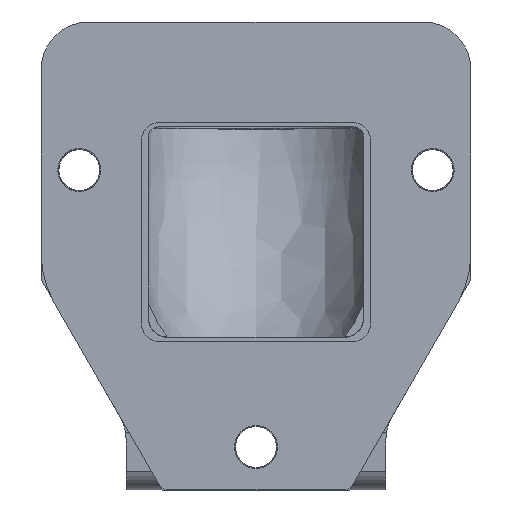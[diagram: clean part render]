
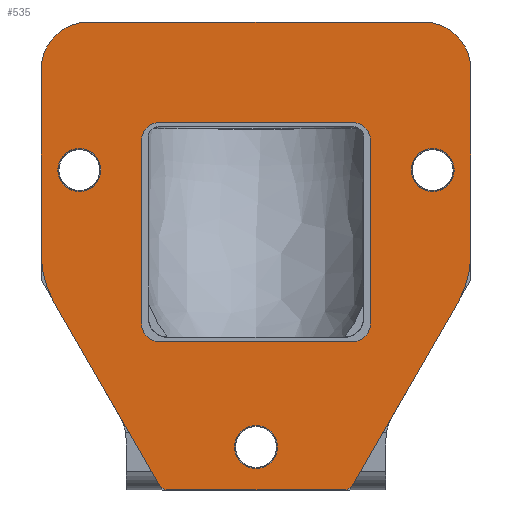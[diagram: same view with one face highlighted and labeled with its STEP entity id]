
A CAD part, front view. The second image highlights one B-rep face of the part: STEP entity #535.
In plain terms, the highlighted planar face has unit normal (0, -1, 0).
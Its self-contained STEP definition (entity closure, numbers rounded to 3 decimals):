
#535=ADVANCED_FACE('NONE',(#1567,#1568,#1569,#1570,#1571),#1572,.T.);
#1567=FACE_OUTER_BOUND('',#10602,.T.);
#1568=FACE_BOUND('',#10603,.T.);
#1569=FACE_BOUND('',#10604,.T.);
#1570=FACE_BOUND('',#10605,.T.);
#1571=FACE_BOUND('',#10606,.T.);
#1572=PLANE('',#10607);
#10602=EDGE_LOOP('',(#14217,#14218,#14219,#14220,#14221,#14222,#14223,#14224,#14225,#14226,#14227,#14228));
#10603=EDGE_LOOP('',(#14229,#14230));
#10604=EDGE_LOOP('',(#14231,#14232));
#10605=EDGE_LOOP('',(#14233,#14234));
#10606=EDGE_LOOP('',(#14235,#14236,#14237,#14238,#14239,#14240,#14241,#14242));
#10607=AXIS2_PLACEMENT_3D('',#14243,#14244,#14245);
#14217=ORIENTED_EDGE('',*,*,#15708,.F.);
#14218=ORIENTED_EDGE('',*,*,#15709,.T.);
#14219=ORIENTED_EDGE('',*,*,#15710,.F.);
#14220=ORIENTED_EDGE('',*,*,#15711,.T.);
#14221=ORIENTED_EDGE('',*,*,#15712,.F.);
#14222=ORIENTED_EDGE('',*,*,#15713,.T.);
#14223=ORIENTED_EDGE('',*,*,#15714,.F.);
#14224=ORIENTED_EDGE('',*,*,#15715,.T.);
#14225=ORIENTED_EDGE('',*,*,#15716,.F.);
#14226=ORIENTED_EDGE('',*,*,#15717,.T.);
#14227=ORIENTED_EDGE('',*,*,#15718,.F.);
#14228=ORIENTED_EDGE('',*,*,#15719,.T.);
#14229=ORIENTED_EDGE('',*,*,#15720,.T.);
#14230=ORIENTED_EDGE('',*,*,#15673,.T.);
#14231=ORIENTED_EDGE('',*,*,#15721,.T.);
#14232=ORIENTED_EDGE('',*,*,#15677,.T.);
#14233=ORIENTED_EDGE('',*,*,#15722,.T.);
#14234=ORIENTED_EDGE('',*,*,#15681,.T.);
#14235=ORIENTED_EDGE('',*,*,#15723,.T.);
#14236=ORIENTED_EDGE('',*,*,#15724,.T.);
#14237=ORIENTED_EDGE('',*,*,#15725,.T.);
#14238=ORIENTED_EDGE('',*,*,#15726,.T.);
#14239=ORIENTED_EDGE('',*,*,#15727,.T.);
#14240=ORIENTED_EDGE('',*,*,#15728,.T.);
#14241=ORIENTED_EDGE('',*,*,#15729,.T.);
#14242=ORIENTED_EDGE('',*,*,#15730,.T.);
#14243=CARTESIAN_POINT('',(-1.695,13.669,7.664));
#14244=DIRECTION('',(0.0,-1.0,0.0));
#14245=DIRECTION('',(0.0,0.0,-1.0));
#15673=EDGE_CURVE('NONE',#17855,#17856,#17857,.T.);
#15677=EDGE_CURVE('NONE',#17863,#17864,#17865,.T.);
#15681=EDGE_CURVE('NONE',#17871,#17872,#17873,.T.);
#15708=EDGE_CURVE('NONE',#17922,#17923,#17924,.T.);
#15709=EDGE_CURVE('NONE',#17922,#17925,#17926,.T.);
#15710=EDGE_CURVE('NONE',#17927,#17925,#17928,.T.);
#15711=EDGE_CURVE('NONE',#17927,#17929,#17930,.T.);
#15712=EDGE_CURVE('NONE',#17931,#17929,#17932,.T.);
#15713=EDGE_CURVE('NONE',#17931,#17933,#17934,.T.);
#15714=EDGE_CURVE('NONE',#17935,#17933,#17936,.T.);
#15715=EDGE_CURVE('NONE',#17935,#17937,#17938,.T.);
#15716=EDGE_CURVE('NONE',#17939,#17937,#17940,.T.);
#15717=EDGE_CURVE('NONE',#17939,#17941,#17942,.T.);
#15718=EDGE_CURVE('NONE',#17943,#17941,#17944,.T.);
#15719=EDGE_CURVE('NONE',#17943,#17923,#17945,.T.);
#15720=EDGE_CURVE('NONE',#17856,#17855,#17946,.T.);
#15721=EDGE_CURVE('NONE',#17864,#17863,#17947,.T.);
#15722=EDGE_CURVE('NONE',#17872,#17871,#17948,.T.);
#15723=EDGE_CURVE('NONE',#17949,#17950,#17951,.T.);
#15724=EDGE_CURVE('NONE',#17950,#17952,#17953,.T.);
#15725=EDGE_CURVE('NONE',#17952,#17954,#17955,.T.);
#15726=EDGE_CURVE('NONE',#17954,#17956,#17957,.T.);
#15727=EDGE_CURVE('NONE',#17956,#17958,#17959,.T.);
#15728=EDGE_CURVE('NONE',#17958,#17960,#17961,.T.);
#15729=EDGE_CURVE('NONE',#17960,#17962,#17963,.T.);
#15730=EDGE_CURVE('NONE',#17962,#17949,#17964,.T.);
#17855=VERTEX_POINT('NONE',#27860);
#17856=VERTEX_POINT('NONE',#27861);
#17857=CIRCLE('',#27862,2.25);
#17863=VERTEX_POINT('NONE',#27870);
#17864=VERTEX_POINT('NONE',#27871);
#17865=CIRCLE('',#27872,2.25);
#17871=VERTEX_POINT('NONE',#27880);
#17872=VERTEX_POINT('NONE',#27881);
#17873=CIRCLE('',#27882,2.25);
#17922=VERTEX_POINT('NONE',#27943);
#17923=VERTEX_POINT('NONE',#27944);
#17924=LINE('',#27945,#27946);
#17925=VERTEX_POINT('NONE',#27947);
#17926=CIRCLE('',#27948,1.0);
#17927=VERTEX_POINT('NONE',#27949);
#17928=LINE('',#27950,#27951);
#17929=VERTEX_POINT('NONE',#27952);
#17930=CIRCLE('',#27953,1.0);
#17931=VERTEX_POINT('NONE',#27954);
#17932=LINE('',#27955,#27956);
#17933=VERTEX_POINT('NONE',#27957);
#17934=CIRCLE('',#27958,10.0);
#17935=VERTEX_POINT('NONE',#27959);
#17936=LINE('',#27960,#27961);
#17937=VERTEX_POINT('NONE',#27962);
#17938=CIRCLE('',#27963,5.0);
#17939=VERTEX_POINT('NONE',#27964);
#17940=LINE('',#27965,#27966);
#17941=VERTEX_POINT('NONE',#27967);
#17942=CIRCLE('',#27968,5.0);
#17943=VERTEX_POINT('NONE',#27969);
#17944=LINE('',#27970,#27971);
#17945=CIRCLE('',#27972,10.0);
#17946=CIRCLE('',#27973,2.25);
#17947=CIRCLE('',#27974,2.25);
#17948=CIRCLE('',#27975,2.25);
#17949=VERTEX_POINT('NONE',#27976);
#17950=VERTEX_POINT('NONE',#27977);
#17951=LINE('',#27978,#27979);
#17952=VERTEX_POINT('NONE',#27980);
#17953=CIRCLE('',#27981,2.0);
#17954=VERTEX_POINT('NONE',#27982);
#17955=LINE('',#27983,#27984);
#17956=VERTEX_POINT('NONE',#27985);
#17957=CIRCLE('',#27986,2.0);
#17958=VERTEX_POINT('NONE',#27987);
#17959=LINE('',#27988,#27989);
#17960=VERTEX_POINT('NONE',#27990);
#17961=CIRCLE('',#27991,2.0);
#17962=VERTEX_POINT('NONE',#27992);
#17963=LINE('',#27993,#27994);
#17964=CIRCLE('',#27995,2.0);
#27860=CARTESIAN_POINT('',(20.805,13.669,9.914));
#27861=CARTESIAN_POINT('',(20.805,13.669,14.414));
#27862=AXIS2_PLACEMENT_3D('',#29299,#29300,#29301);
#27870=CARTESIAN_POINT('',(2.305,13.669,38.914));
#27871=CARTESIAN_POINT('',(2.305,13.669,43.414));
#27872=AXIS2_PLACEMENT_3D('',#29307,#29308,#29309);
#27880=CARTESIAN_POINT('',(39.305,13.669,38.914));
#27881=CARTESIAN_POINT('',(39.305,13.669,43.414));
#27882=AXIS2_PLACEMENT_3D('',#29315,#29316,#29317);
#27943=CARTESIAN_POINT('',(10.718,13.669,8.164));
#27944=CARTESIAN_POINT('',(-0.355,13.669,27.344));
#27945=CARTESIAN_POINT('',(-1.695,13.669,29.664));
#27946=VECTOR('',#29372,1000.0);
#27947=CARTESIAN_POINT('',(11.584,13.669,7.664));
#27948=AXIS2_PLACEMENT_3D('',#29373,#29374,#29375);
#27949=CARTESIAN_POINT('',(30.026,13.669,7.664));
#27950=CARTESIAN_POINT('',(11.007,13.669,7.664));
#27951=VECTOR('',#29376,1000.0);
#27952=CARTESIAN_POINT('',(30.892,13.669,8.164));
#27953=AXIS2_PLACEMENT_3D('',#29377,#29378,#29379);
#27954=CARTESIAN_POINT('',(41.966,13.669,27.344));
#27955=CARTESIAN_POINT('',(43.305,13.669,29.664));
#27956=VECTOR('',#29380,1000.0);
#27957=CARTESIAN_POINT('',(43.305,13.669,32.344));
#27958=AXIS2_PLACEMENT_3D('',#29381,#29382,#29383);
#27959=CARTESIAN_POINT('',(43.305,13.669,51.664));
#27960=CARTESIAN_POINT('',(43.305,13.669,56.664));
#27961=VECTOR('',#29384,1000.0);
#27962=CARTESIAN_POINT('',(38.305,13.669,56.664));
#27963=AXIS2_PLACEMENT_3D('',#29385,#29386,#29387);
#27964=CARTESIAN_POINT('',(3.305,13.669,56.664));
#27965=CARTESIAN_POINT('',(43.305,13.669,56.664));
#27966=VECTOR('',#29388,1000.0);
#27967=CARTESIAN_POINT('',(-1.695,13.669,51.664));
#27968=AXIS2_PLACEMENT_3D('',#29389,#29390,#29391);
#27969=CARTESIAN_POINT('',(-1.695,13.669,32.344));
#27970=CARTESIAN_POINT('',(-1.695,13.669,56.664));
#27971=VECTOR('',#29392,1000.0);
#27972=AXIS2_PLACEMENT_3D('',#29393,#29394,#29395);
#27973=AXIS2_PLACEMENT_3D('',#29396,#29397,#29398);
#27974=AXIS2_PLACEMENT_3D('',#29399,#29400,#29401);
#27975=AXIS2_PLACEMENT_3D('',#29402,#29403,#29404);
#27976=CARTESIAN_POINT('',(32.805,13.669,44.164));
#27977=CARTESIAN_POINT('',(32.805,13.669,25.164));
#27978=CARTESIAN_POINT('',(32.805,13.669,23.164));
#27979=VECTOR('',#29405,1000.0);
#27980=CARTESIAN_POINT('',(30.805,13.669,23.164));
#27981=AXIS2_PLACEMENT_3D('',#29406,#29407,#29408);
#27982=CARTESIAN_POINT('',(10.805,13.669,23.164));
#27983=CARTESIAN_POINT('',(32.805,13.669,23.164));
#27984=VECTOR('',#29409,1000.0);
#27985=CARTESIAN_POINT('',(8.805,13.669,25.164));
#27986=AXIS2_PLACEMENT_3D('',#29410,#29411,#29412);
#27987=CARTESIAN_POINT('',(8.805,13.669,44.164));
#27988=CARTESIAN_POINT('',(8.805,13.669,23.164));
#27989=VECTOR('',#29413,1000.0);
#27990=CARTESIAN_POINT('',(10.805,13.669,46.164));
#27991=AXIS2_PLACEMENT_3D('',#29414,#29415,#29416);
#27992=CARTESIAN_POINT('',(30.805,13.669,46.164));
#27993=CARTESIAN_POINT('',(8.805,13.669,46.164));
#27994=VECTOR('',#29417,1000.0);
#27995=AXIS2_PLACEMENT_3D('',#29418,#29419,#29420);
#29299=CARTESIAN_POINT('',(20.805,13.669,12.164));
#29300=DIRECTION('',(0.0,1.0,0.0));
#29301=DIRECTION('',(0.0,0.0,1.0));
#29307=CARTESIAN_POINT('',(2.305,13.669,41.164));
#29308=DIRECTION('',(0.0,1.0,0.0));
#29309=DIRECTION('',(0.0,0.0,1.0));
#29315=CARTESIAN_POINT('',(39.305,13.669,41.164));
#29316=DIRECTION('',(0.0,1.0,0.0));
#29317=DIRECTION('',(0.0,0.0,1.0));
#29372=DIRECTION('',(-0.5,0.0,0.866));
#29373=CARTESIAN_POINT('',(11.584,13.669,8.664));
#29374=DIRECTION('',(0.0,-1.0,0.0));
#29375=DIRECTION('',(0.0,0.0,-1.0));
#29376=DIRECTION('',(-1.0,-0.0,-0.0));
#29377=CARTESIAN_POINT('',(30.026,13.669,8.664));
#29378=DIRECTION('',(0.0,-1.0,0.0));
#29379=DIRECTION('',(0.0,0.0,-1.0));
#29380=DIRECTION('',(-0.5,0.0,-0.866));
#29381=CARTESIAN_POINT('',(33.305,13.669,32.344));
#29382=DIRECTION('',(0.0,-1.0,0.0));
#29383=DIRECTION('',(0.0,0.0,-1.0));
#29384=DIRECTION('',(0.0,0.0,-1.0));
#29385=CARTESIAN_POINT('',(38.305,13.669,51.664));
#29386=DIRECTION('',(0.0,-1.0,0.0));
#29387=DIRECTION('',(0.0,0.0,-1.0));
#29388=DIRECTION('',(1.0,0.0,0.0));
#29389=CARTESIAN_POINT('',(3.305,13.669,51.664));
#29390=DIRECTION('',(0.0,-1.0,0.0));
#29391=DIRECTION('',(0.0,0.0,-1.0));
#29392=DIRECTION('',(0.0,0.0,1.0));
#29393=CARTESIAN_POINT('',(8.305,13.669,32.344));
#29394=DIRECTION('',(0.0,-1.0,0.0));
#29395=DIRECTION('',(0.0,0.0,-1.0));
#29396=CARTESIAN_POINT('',(20.805,13.669,12.164));
#29397=DIRECTION('',(0.0,1.0,0.0));
#29398=DIRECTION('',(0.0,0.0,1.0));
#29399=CARTESIAN_POINT('',(2.305,13.669,41.164));
#29400=DIRECTION('',(0.0,1.0,0.0));
#29401=DIRECTION('',(0.0,0.0,1.0));
#29402=CARTESIAN_POINT('',(39.305,13.669,41.164));
#29403=DIRECTION('',(0.0,1.0,0.0));
#29404=DIRECTION('',(0.0,0.0,1.0));
#29405=DIRECTION('',(0.,-0.0,-1.0));
#29406=CARTESIAN_POINT('',(30.805,13.669,25.164));
#29407=DIRECTION('',(0.0,1.0,0.0));
#29408=DIRECTION('',(0.0,0.0,-1.0));
#29409=DIRECTION('',(-1.0,0.0,0.0));
#29410=CARTESIAN_POINT('',(10.805,13.669,25.164));
#29411=DIRECTION('',(0.0,1.0,0.0));
#29412=DIRECTION('',(0.0,0.0,-1.0));
#29413=DIRECTION('',(0.,0.0,1.0));
#29414=CARTESIAN_POINT('',(10.805,13.669,44.164));
#29415=DIRECTION('',(0.0,1.0,0.0));
#29416=DIRECTION('',(0.0,0.0,-1.0));
#29417=DIRECTION('',(1.0,0.0,0.));
#29418=CARTESIAN_POINT('',(30.805,13.669,44.164));
#29419=DIRECTION('',(0.0,1.0,0.0));
#29420=DIRECTION('',(0.0,0.0,-1.0));
